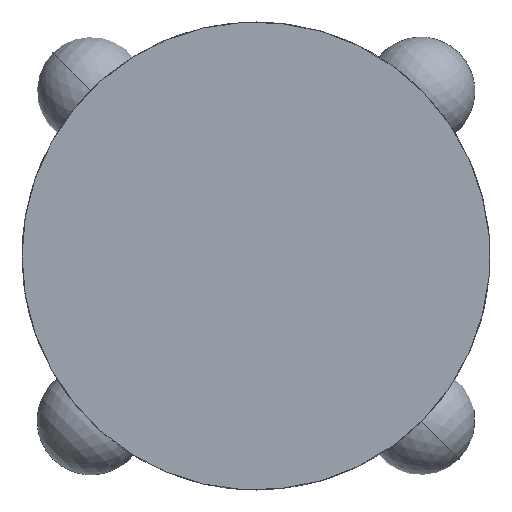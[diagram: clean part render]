
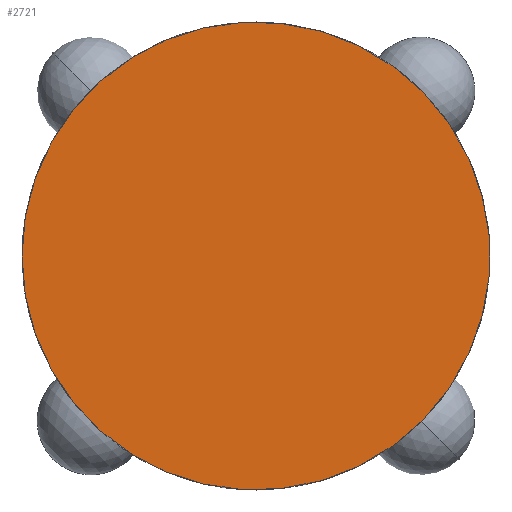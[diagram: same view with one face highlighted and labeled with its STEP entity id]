
A CAD part, front view. The second image highlights one B-rep face of the part: STEP entity #2721.
In plain terms, the highlighted planar face has unit normal (0, -1, 0).
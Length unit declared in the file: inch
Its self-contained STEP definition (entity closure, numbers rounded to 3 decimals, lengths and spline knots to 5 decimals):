
#195=CARTESIAN_POINT('',(0.,-1.527,0.));
#196=DIRECTION('',(0.,-1.,0.));
#197=DIRECTION('',(0.11,0.,0.994));
#198=AXIS2_PLACEMENT_3D('',#195,#196,#197);
#200=CARTESIAN_POINT('',(0.,-1.527,0.));
#201=DIRECTION('',(0.,-1.,0.));
#202=DIRECTION('',(0.11,0.,-0.994));
#203=AXIS2_PLACEMENT_3D('',#200,#201,#202);
#2133=CARTESIAN_POINT('',(0.13068,-1.527,-1.18029));
#2134=VERTEX_POINT('',#2133);
#2137=CARTESIAN_POINT('',(0.13068,-1.527,1.18029));
#2138=VERTEX_POINT('',#2137);
#2712=CARTESIAN_POINT('',(1.343,-1.527,0.));
#2713=DIRECTION('',(0.,-1.,0.));
#2714=DIRECTION('',(-1.,0.,0.));
#2715=AXIS2_PLACEMENT_3D('',#2712,#2713,#2714);
#2716=PLANE('',#2715);
#2717=ORIENTED_EDGE('',*,*,#2695,.F.);
#2718=ORIENTED_EDGE('',*,*,#2674,.F.);
#2719=EDGE_LOOP('',(#2717,#2718));
#2720=FACE_OUTER_BOUND('',#2719,.F.);
#2721=ADVANCED_FACE('',(#2720),#2716,.T.);
#199=CIRCLE('',#198,1.1875);
#204=CIRCLE('',#203,1.1875);
#2674=EDGE_CURVE('',#2138,#2134,#199,.T.);
#2695=EDGE_CURVE('',#2134,#2138,#204,.T.);
